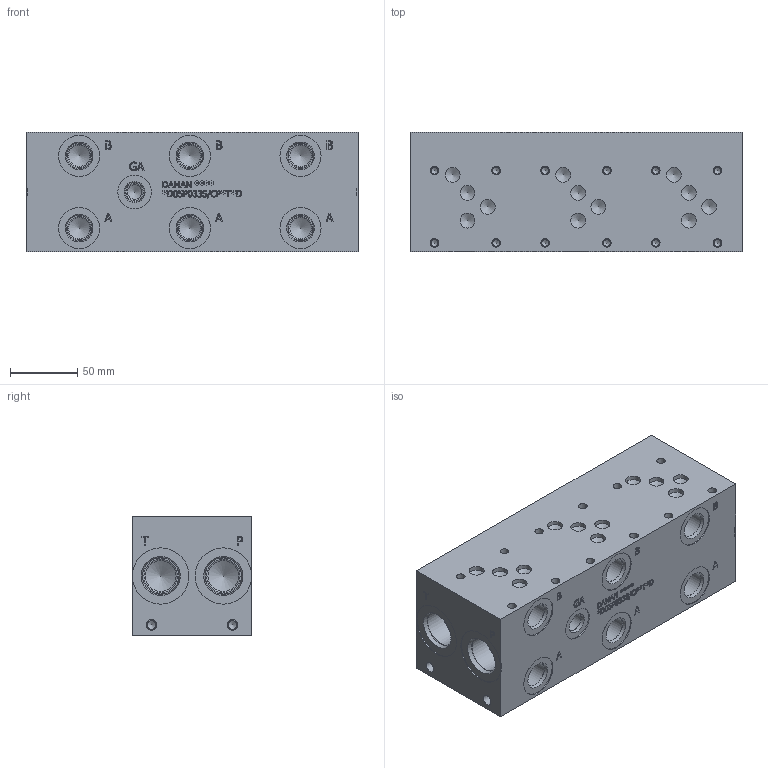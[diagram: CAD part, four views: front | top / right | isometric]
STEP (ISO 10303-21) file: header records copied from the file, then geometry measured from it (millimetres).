
FILE_DESCRIPTION(/* description */ (''),/* implementation_level */ '2;1');
FILE_NAME(/* name */ '_D05P033S_CP_T_D.stp',/* time_stamp */ '2021-07-01T14:50:48-04:00',/* author */ ('anthonyv'),/* organization */ (''),/* preprocessor_version */ 'ST-DEVELOPER v18.1',/* originating_system */ 'Autodesk Inventor 2021',/* authorisation */ '');
FILE_SCHEMA (('AUTOMOTIVE_DESIGN { 1 0 10303 214 3 1 1 }'));
Length unit declared in the file: millimetre
Products named in the file (1): Part_AD05P033S_C_D_3D
Bounding box: 247.65 x 88.9 x 88.9 mm (x, y, z)
Volume: 1799541.4 mm3; surface area: 135942.3 mm2
Topology: 1 solids, 1 shells, 878 faces, 2408 edges, 1632 vertices
Faces by surface type: plane 467, bspline 219, cylinder 110, cone 82
Full cylindrical faces by diameter (mm): 5.105 x12, 6.35 x12, 6.528 x4, 7.925 x4, 10.719 x1, 11.125 x12, 12.9 x1, 14.275 x1, 14.3 x2, 14.529 x1, 15.875 x6, 15.9 x2, 17.501 x6, 19.05 x6, 19.253 x6, 20.62 x1, 20.625 x1, 22.225 x1, 22.23 x1, 22.54 x1, 23.012 x4, 24.917 x4, 25.019 x1, 26.99 x2, 27 x2, 27.432 x4, 30.15 x1, 30.16 x1, 30.632 x6, 42.037 x4
Entity records: 29545 total; most frequent: CARTESIAN_POINT 7725, ORIENTED_EDGE 4734, DIRECTION 3672, EDGE_CURVE 2367, VERTEX_POINT 1632, LINE 1506, VECTOR 1506, AXIS2_PLACEMENT_3D 1083
